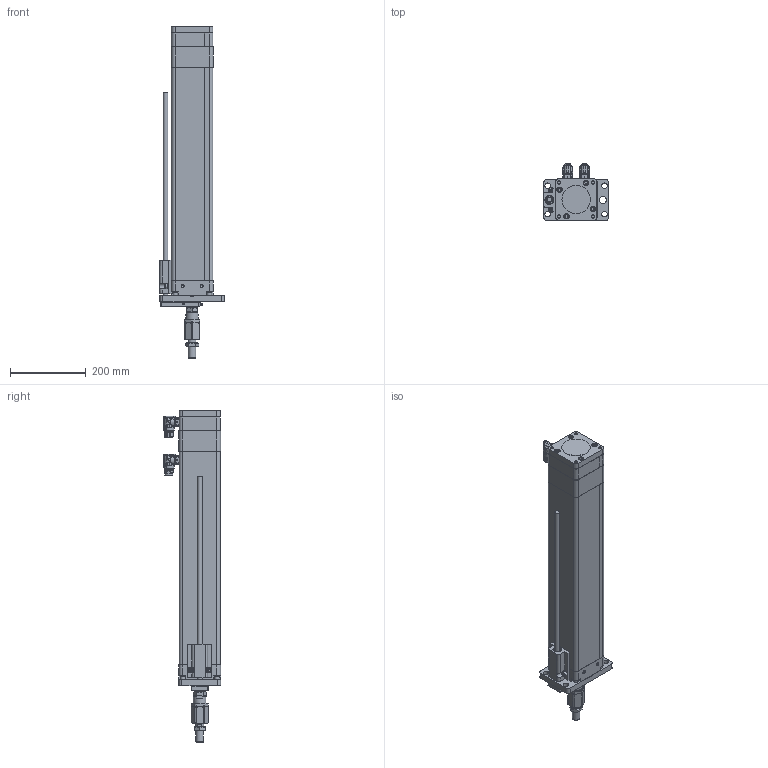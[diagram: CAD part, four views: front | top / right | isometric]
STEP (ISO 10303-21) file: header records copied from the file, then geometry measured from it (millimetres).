
FILE_DESCRIPTION (( 'STEP AP203' ), '1' );
FILE_NAME ('IMA-474942-1.step', '2024-11-14T08:09:22', ( '' ), ( '' ), 'SwSTEP 2.0', 'SolidWorks 2024', '' );
FILE_SCHEMA (( 'CONFIG_CONTROL_DESIGN' ));
Length unit declared in the file: inch
Products named in the file (7): tempJoin1_27449074_IMA-474942-1; Base_IMA-474942-1; 27449018_IMA-474942-1; IMA-474942-1; tempJoin1_27449800_IMA-474942-1; tempJoin2_27339075_IMA-474942-1; tempJoin1_27449012_IMA-474942-1
Assembly tree (6 placements, depth 2):
  IMA-474942-1
    27449018_IMA-474942-1
    tempJoin2_27339075_IMA-474942-1
    tempJoin1_27449074_IMA-474942-1
    tempJoin1_27449012_IMA-474942-1
    tempJoin1_27449800_IMA-474942-1
    Base_IMA-474942-1
Bounding box: 170.72 x 151.39 x 876.38 mm (x, y, z)
Volume: 8775766.3 mm3; surface area: 664194 mm2
Topology: 6 solids, 24 shells, 2357 faces, 6025 edges, 3971 vertices
Faces by surface type: plane 1417, cylinder 487, cone 261, bspline 115, torus 65, sphere 12
Full cylindrical faces by diameter (mm): 1 x17, 1.18 x17, 1.2 x17, 1.575 x4, 2.5 x8, 2.972 x7, 3.26 x8, 4.2 x1, 4.5 x10, 5 x1, 5.35 x3, 5.5 x2, 5.61 x1, 5.9 x2, 6 x1, 6.477 x1, 6.701 x10, 6.706 x4, 6.76 x1, 8 x14, 8.3 x28, 8.331 x4, 8.5 x1, 8.74 x8, 9.53 x1, 10 x1, 11.1 x1, 11.43 x1, 12.687 x1, 12.7 x2
Entity records: 83009 total; most frequent: CARTESIAN_POINT 28933, ORIENTED_EDGE 10810, DIRECTION 10218, EDGE_CURVE 5405, VERTEX_POINT 3802, AXIS2_PLACEMENT_3D 3513, LINE 3192, VECTOR 3192
